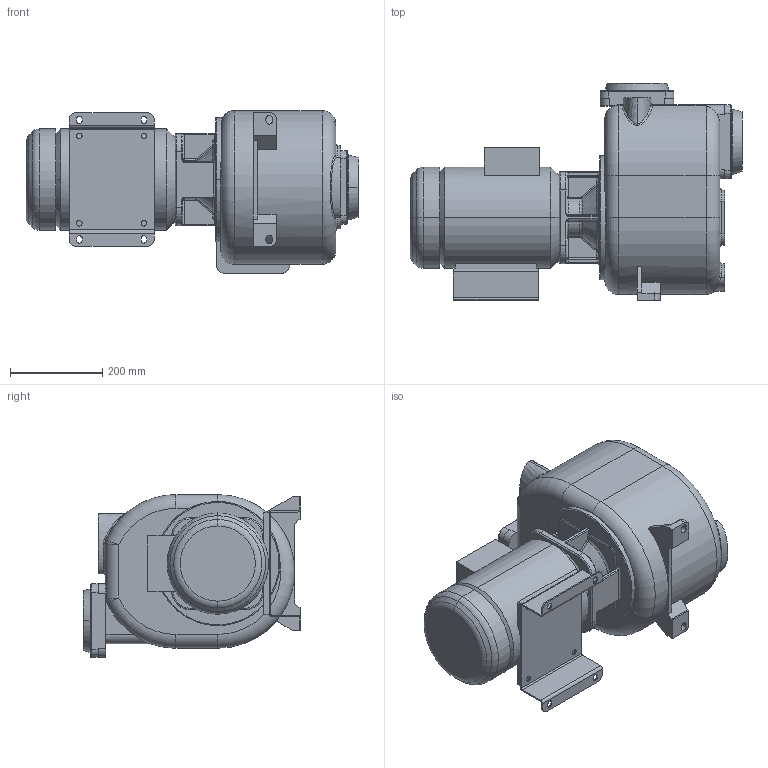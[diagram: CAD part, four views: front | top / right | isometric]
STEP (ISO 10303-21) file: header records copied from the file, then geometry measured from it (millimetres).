
FILE_DESCRIPTION((''),'2;1');
FILE_NAME('PRT0001','2012-03-01T',('Amenduni'),(''),'PRO/ENGINEER BY PARAMETRIC TECHNOLOGY CORPORATION, 2011370','PRO/ENGINEER BY PARAMETRIC TECHNOLOGY CORPORATION, 2011370','');
FILE_SCHEMA(('CONFIG_CONTROL_DESIGN'));
Length unit declared in the file: millimetre
Products named in the file (1): PRT0001
Bounding box: 721.5 x 472 x 354 mm (x, y, z)
Volume: 46561544.4 mm3; surface area: 1186841.6 mm2
Topology: 1 solids, 1 shells, 550 faces, 1319 edges, 780 vertices
Faces by surface type: cylinder 171, plane 154, bspline 120, torus 71, cone 18, sphere 12, extrusion 4
Entity records: 26876 total; most frequent: CARTESIAN_POINT 14665, ORIENTED_EDGE 2622, DIRECTION 2490, EDGE_CURVE 1311, AXIS2_PLACEMENT_3D 989, VERTEX_POINT 780, EDGE_LOOP 583, CIRCLE 559
